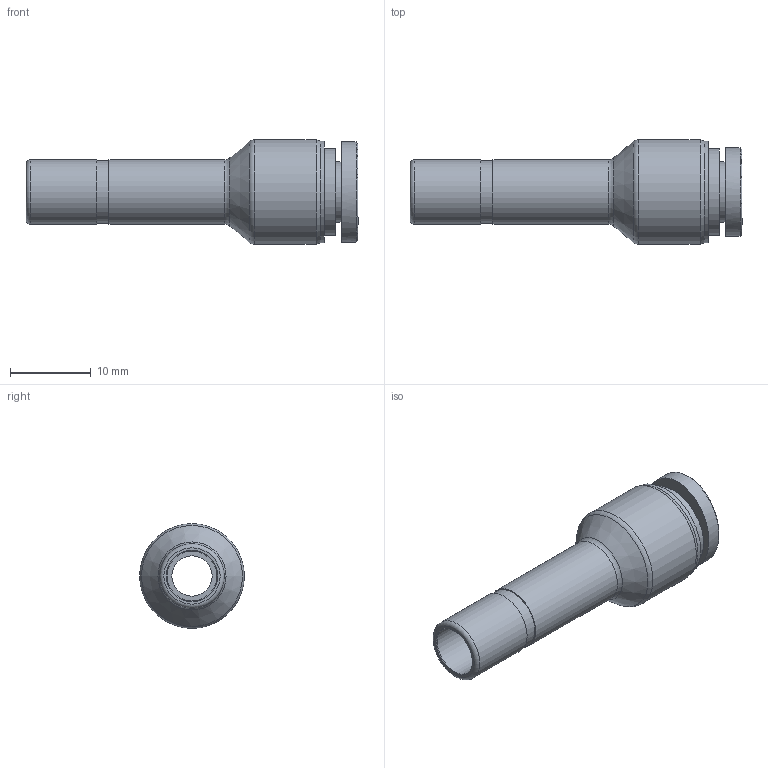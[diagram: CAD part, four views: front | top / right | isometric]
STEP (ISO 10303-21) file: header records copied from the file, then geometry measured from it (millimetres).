
FILE_DESCRIPTION((''),'2;1');
FILE_NAME('F-PGJ 0806.stp','2020-11-24T17:14:41',('Administrator'),(''),'Autodesk Inventor 2013','Autodesk Inventor 2013','');
FILE_SCHEMA(('CONFIG_CONTROL_DESIGN'));
Length unit declared in the file: millimetre
Products named in the file (3): 조립품8; F-PGJ 0806 BODY; F-SLEEVE 06(SUS)
Assembly tree (2 placements, depth 2):
  조립품8
    F-PGJ 0806 BODY
    F-SLEEVE 06(SUS)
Bounding box: 41.2 x 13 x 13 mm (x, y, z)
Volume: 1845.6 mm3; surface area: 2446.2 mm2
Topology: 2 solids, 2 shells, 181 faces, 467 edges, 309 vertices
Faces by surface type: plane 84, bspline 78, cylinder 11, cone 5, torus 3
Full cylindrical faces by diameter (mm): 5 x1, 6.15 x1, 6.2 x2, 7.5 x1, 7.7 x1, 8 x2, 10.75 x1, 12.55 x1, 13 x1
Entity records: 5590 total; most frequent: CARTESIAN_POINT 1692, ORIENTED_EDGE 886, DIRECTION 534, EDGE_CURVE 443, VERTEX_POINT 305, VECTOR 260, LINE 260, EDGE_LOOP 224
